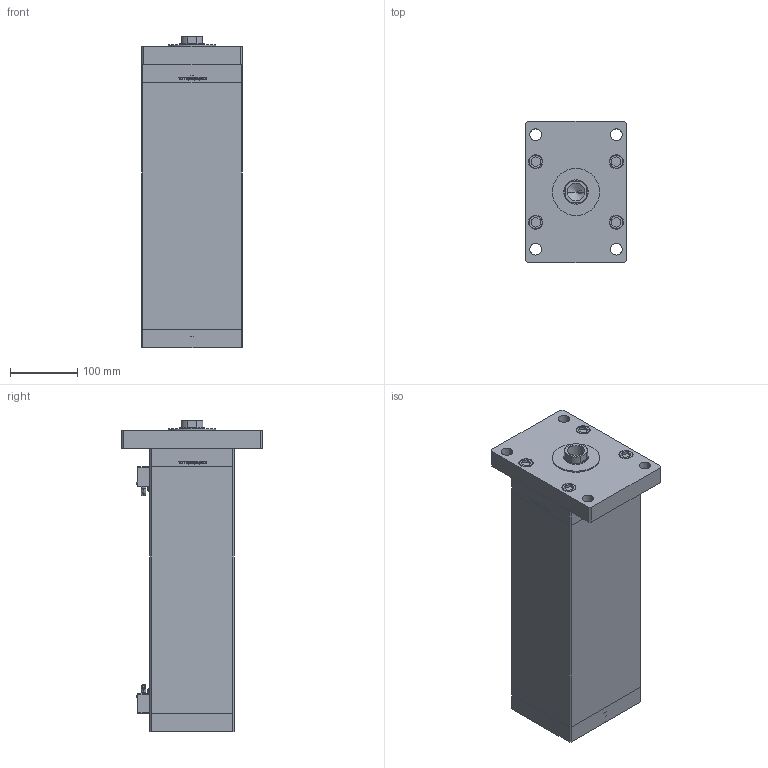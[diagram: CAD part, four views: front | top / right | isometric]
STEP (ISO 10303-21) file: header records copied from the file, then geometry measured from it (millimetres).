
FILE_DESCRIPTION (( 'STEP AP203' ), '1' );
FILE_NAME ('4cf2.STEP', '2024-01-08T20:44:39', ( '' ), ( '' ), 'SwSTEP 2.0', 'SolidWorks 2019', '' );
FILE_SCHEMA (( 'CONFIG_CONTROL_DESIGN' ));
Length unit declared in the file: millimetre
Products named in the file (8): V220C_FRONT_F a109b21c4dc0e19f1f0a7341035fc4d5; V220C BACK_F a109b21c4dc0e19f1f0a7341035fc4d5; ALLEN BOLT a109b21c4dc0e19f1f0a7341035fc4d5; V220C_F a109b21c4dc0e19f1f0a7341035fc4d5; 4cf2; Magnetic_Switch_MSU4 a109b21c4dc0e19f1f0a7341035fc4d5; V220C_VC_F a109b21c4dc0e19f1f0a7341035fc4d5; V220C_F_MIDDLE a109b21c4dc0e19f1f0a7341035fc4d5
Assembly tree (21 placements, depth 2):
  4cf2
    V220C BACK_F a109b21c4dc0e19f1f0a7341035fc4d5
    V220C_F_MIDDLE a109b21c4dc0e19f1f0a7341035fc4d5
    V220C_FRONT_F a109b21c4dc0e19f1f0a7341035fc4d5
    V220C_F a109b21c4dc0e19f1f0a7341035fc4d5
    Magnetic_Switch_MSU4 a109b21c4dc0e19f1f0a7341035fc4d5  x2
    ALLEN BOLT a109b21c4dc0e19f1f0a7341035fc4d5  x14
    V220C_VC_F a109b21c4dc0e19f1f0a7341035fc4d5
Bounding box: 150 x 210 x 463 mm (x, y, z)
Volume: 7312584.7 mm3; surface area: 668930.8 mm2
Topology: 21 solids, 23 shells, 1502 faces, 3671 edges, 2373 vertices
Faces by surface type: plane 591, bspline 484, cylinder 269, torus 68, cone 66, sphere 24
Entity records: 56256 total; most frequent: CARTESIAN_POINT 30910, ORIENTED_EDGE 5668, DIRECTION 3548, EDGE_CURVE 2834, VERTEX_POINT 1872, LINE 1464, VECTOR 1464, EDGE_LOOP 1310
